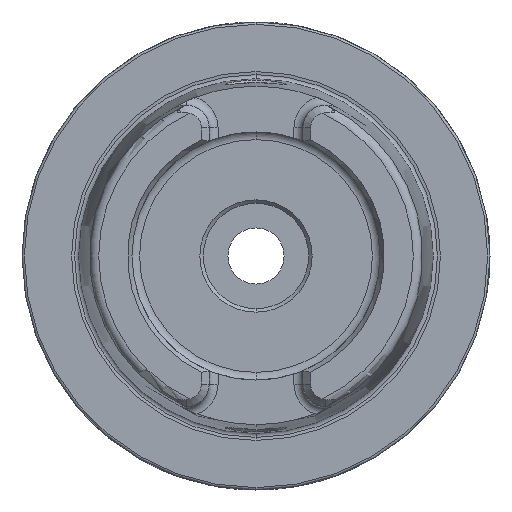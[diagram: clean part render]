
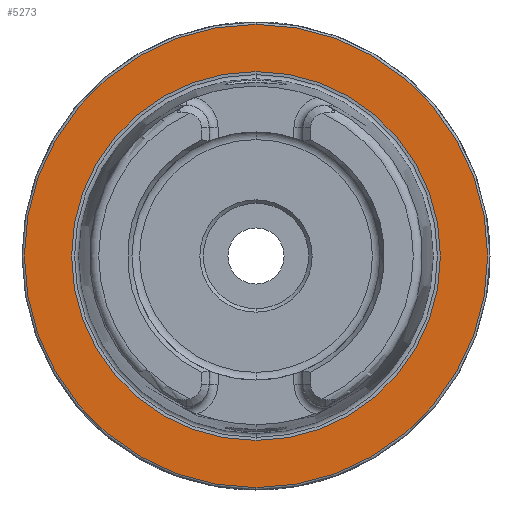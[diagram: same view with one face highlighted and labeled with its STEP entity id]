
A CAD part, left-side view. The second image highlights one B-rep face of the part: STEP entity #5273.
In plain terms, the highlighted planar face has unit normal (-1, 0, 0).
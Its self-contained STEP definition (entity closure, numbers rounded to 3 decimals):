
#229 = AXIS2_PLACEMENT_3D ( 'NONE', #5608, #5610, #5611 ) ;
#230 = AXIS2_PLACEMENT_3D ( 'NONE', #5614, #5615, #5617 ) ;
#883 = CIRCLE ( 'NONE', #229, 39.405 ) ;
#884 = CIRCLE ( 'NONE', #230, 49.5 ) ;
#2412 = ORIENTED_EDGE ( 'NONE', *, *, #10954, .T. ) ;
#2413 = ORIENTED_EDGE ( 'NONE', *, *, #3086, .T. ) ;
#2414 = ORIENTED_EDGE ( 'NONE', *, *, #3090, .F. ) ;
#2415 = ORIENTED_EDGE ( 'NONE', *, *, #10953, .F. ) ;
#2623 = EDGE_LOOP ( 'NONE', ( #2413, #2412 ) ) ;
#2625 = EDGE_LOOP ( 'NONE', ( #2415, #2414 ) ) ;
#3086 = EDGE_CURVE ( 'NONE', #9627, #9635, #8928, .T. ) ;
#3090 = EDGE_CURVE ( 'NONE', #9711, #9640, #8942, .T. ) ;
#4419 = CARTESIAN_POINT ( 'NONE',  ( 0., 0., 49.5 ) ) ;
#4427 = CARTESIAN_POINT ( 'NONE',  ( 0., 0., -49.5 ) ) ;
#4432 = CARTESIAN_POINT ( 'NONE',  ( 0., 0., 39.405 ) ) ;
#4503 = CARTESIAN_POINT ( 'NONE',  ( 0., 0., -39.405 ) ) ;
#5273 = ADVANCED_FACE ( 'NONE', ( #9252, #9253 ), #7087, .F. ) ;
#5608 = CARTESIAN_POINT ( 'NONE',  ( 0., 0., 0. ) ) ;
#5610 = DIRECTION ( 'NONE',  ( -1., 0., 0. ) ) ;
#5611 = DIRECTION ( 'NONE',  ( 0., 0., 1. ) ) ;
#5614 = CARTESIAN_POINT ( 'NONE',  ( 0., 0., 0. ) ) ;
#5615 = DIRECTION ( 'NONE',  ( -1., 0., 0. ) ) ;
#5617 = DIRECTION ( 'NONE',  ( 0., 0., 1. ) ) ;
#7087 = PLANE ( 'NONE',  #11217 ) ;
#7088 = CARTESIAN_POINT ( 'NONE',  ( 0., 49.5, 0. ) ) ;
#7089 = DIRECTION ( 'NONE',  ( 1., 0., 0. ) ) ;
#7090 = DIRECTION ( 'NONE',  ( 0., 0., -1. ) ) ;
#8528 = CARTESIAN_POINT ( 'NONE',  ( 0., 0., 0. ) ) ;
#8530 = DIRECTION ( 'NONE',  ( -1., 0., 0. ) ) ;
#8532 = DIRECTION ( 'NONE',  ( 0., 0., 1. ) ) ;
#8550 = CARTESIAN_POINT ( 'NONE',  ( 0., 0., 0. ) ) ;
#8552 = DIRECTION ( 'NONE',  ( -1., 0., 0. ) ) ;
#8554 = DIRECTION ( 'NONE',  ( 0., 0., 1. ) ) ;
#8928 = CIRCLE ( 'NONE', #11084, 49.5 ) ;
#8942 = CIRCLE ( 'NONE', #11087, 39.405 ) ;
#9252 = FACE_BOUND ( 'NONE', #2625, .T. ) ;
#9253 = FACE_OUTER_BOUND ( 'NONE', #2623, .T. ) ;
#9627 = VERTEX_POINT ( 'NONE', #4419 ) ;
#9635 = VERTEX_POINT ( 'NONE', #4427 ) ;
#9640 = VERTEX_POINT ( 'NONE', #4432 ) ;
#9711 = VERTEX_POINT ( 'NONE', #4503 ) ;
#10953 = EDGE_CURVE ( 'NONE', #9640, #9711, #883, .T. ) ;
#10954 = EDGE_CURVE ( 'NONE', #9635, #9627, #884, .T. ) ;
#11084 = AXIS2_PLACEMENT_3D ( 'NONE', #8528, #8530, #8532 ) ;
#11087 = AXIS2_PLACEMENT_3D ( 'NONE', #8550, #8552, #8554 ) ;
#11217 = AXIS2_PLACEMENT_3D ( 'NONE', #7088, #7089, #7090 ) ;
